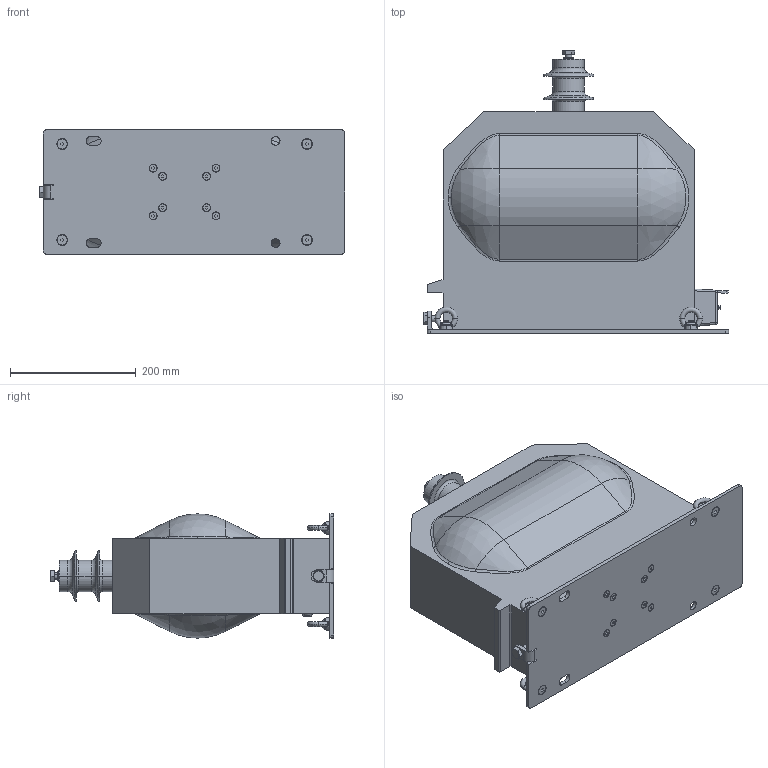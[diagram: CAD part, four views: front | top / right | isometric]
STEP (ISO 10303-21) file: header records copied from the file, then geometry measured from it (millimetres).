
FILE_DESCRIPTION (( 'STEP AP214' ), '1' );
FILE_NAME ('29638-021_FME-36_Körvonal.STEP', '2025-06-28T10:29:05', ( '' ), ( '' ), 'SwSTEP 2.0', 'SolidWorks 2020', '' );
FILE_SCHEMA (( 'AUTOMOTIVE_DESIGN' ));
Length unit declared in the file: millimetre
Products named in the file (1): 29638-021_FME-36_Körvonal
Bounding box: 486.4 x 451.4 x 198 mm (x, y, z)
Volume: 16123778.2 mm3; surface area: 1040652.3 mm2
Topology: 3 solids, 17 shells, 865 faces, 2012 edges, 1223 vertices
Faces by surface type: plane 300, cylinder 271, cone 112, torus 84, bspline 62, sphere 36
Entity records: 30616 total; most frequent: CARTESIAN_POINT 9469, DIRECTION 4274, ORIENTED_EDGE 3984, EDGE_CURVE 1992, AXIS2_PLACEMENT_3D 1668, VERTEX_POINT 1223, EDGE_LOOP 967, LINE 938
